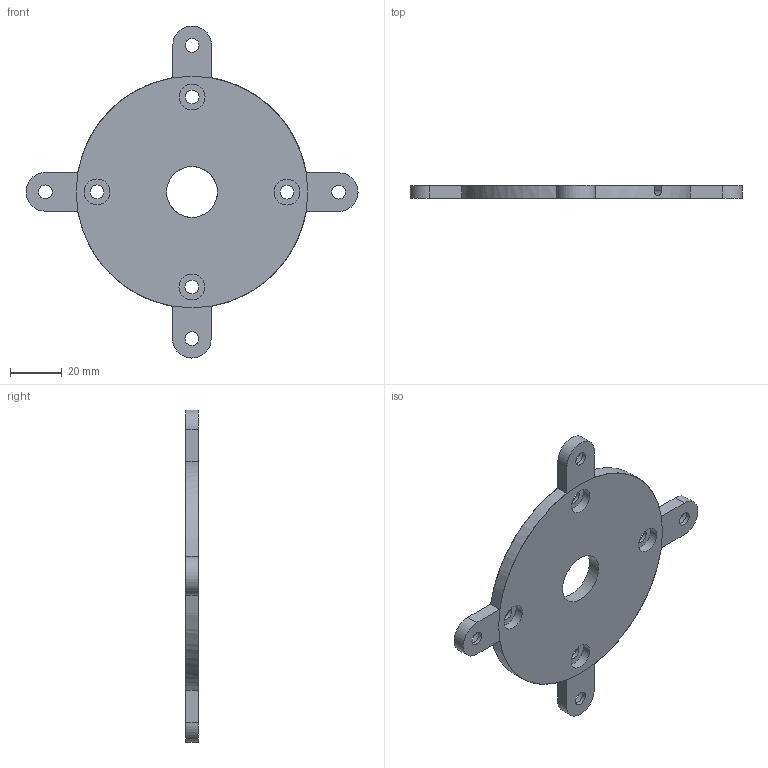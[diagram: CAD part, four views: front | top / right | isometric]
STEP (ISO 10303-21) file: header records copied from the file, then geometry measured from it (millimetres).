
FILE_DESCRIPTION(/* description */ (''),/* implementation_level */ '2;1');
FILE_NAME(/* name */ 'TowerLight Baseplate v13.step',/* time_stamp */ '2022-06-28T15:48:01-04:00',/* author */ (''),/* organization */ (''),/* preprocessor_version */ 'ST-DEVELOPER v19',/* originating_system */ 'Autodesk Translation Framework v11.7.0.108',/* authorisation */ '');
FILE_SCHEMA (('AUTOMOTIVE_DESIGN { 1 0 10303 214 3 1 1 }'));
Length unit declared in the file: millimetre
Products named in the file (3): TowerLight Baseplate; Baseplate; Tabs
Assembly tree (2 placements, depth 2):
  TowerLight Baseplate
    Baseplate
    Tabs
Bounding box: 128.6 x 5 x 128.6 mm (x, y, z)
Volume: 60919 mm3; surface area: 31827.4 mm2
Topology: 2 solids, 2 shells, 65 faces, 155 edges, 104 vertices
Faces by surface type: cylinder 37, plane 28
Full cylindrical faces by diameter (mm): 5.35 x12, 10 x12, 19.7 x2, 89.75 x1
Entity records: 2118 total; most frequent: CARTESIAN_POINT 399, DIRECTION 363, ORIENTED_EDGE 310, EDGE_CURVE 155, AXIS2_PLACEMENT_3D 144, VERTEX_POINT 104, EDGE_LOOP 103, LINE 75
